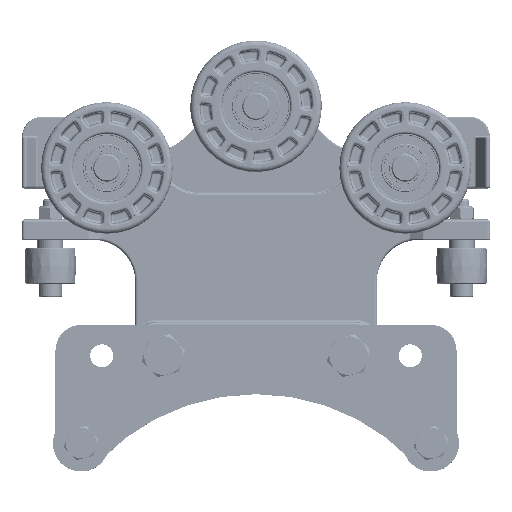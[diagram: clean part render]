
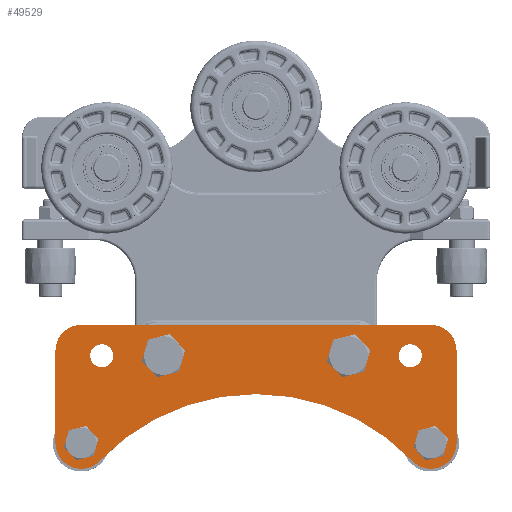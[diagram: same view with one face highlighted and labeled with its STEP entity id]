
A CAD part, top view. The second image highlights one B-rep face of the part: STEP entity #49529.
In plain terms, the highlighted face is planar.
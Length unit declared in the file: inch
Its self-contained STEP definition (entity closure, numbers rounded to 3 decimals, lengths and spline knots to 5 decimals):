
#49041=CARTESIAN_POINT('',(0.0,-0.42772,0.11749));
#49042=VERTEX_POINT('',#49041);
#49043=CARTESIAN_POINT('',(0.0,-0.42772,-0.16376));
#49044=DIRECTION('',(1.0,0.0,0.0));
#49045=DIRECTION('',(0.0,0.0,-1.0));
#49046=AXIS2_PLACEMENT_3D('',#49043,#49044,#49045);
#49047=CIRCLE('',#49046,0.28125);
#49048=EDGE_CURVE('',#49042,#49042,#49047,.T.);
#49069=CARTESIAN_POINT('',(0.0,7.07228,0.11749));
#49070=VERTEX_POINT('',#49069);
#49071=CARTESIAN_POINT('',(0.0,7.07228,-0.16376));
#49072=DIRECTION('',(1.0,0.0,0.0));
#49073=DIRECTION('',(0.0,0.0,-1.0));
#49074=AXIS2_PLACEMENT_3D('',#49071,#49072,#49073);
#49075=CIRCLE('',#49074,0.28125);
#49076=EDGE_CURVE('',#49070,#49070,#49075,.T.);
#49097=CARTESIAN_POINT('',(0.0,5.57228,0.17999));
#49098=VERTEX_POINT('',#49097);
#49099=CARTESIAN_POINT('',(0.0,5.57228,-0.16376));
#49100=DIRECTION('',(1.0,0.0,0.0));
#49101=DIRECTION('',(0.0,0.0,-1.0));
#49102=AXIS2_PLACEMENT_3D('',#49099,#49100,#49101);
#49103=CIRCLE('',#49102,0.34375);
#49104=EDGE_CURVE('',#49098,#49098,#49103,.T.);
#49125=CARTESIAN_POINT('',(0.0,1.07228,0.17999));
#49126=VERTEX_POINT('',#49125);
#49127=CARTESIAN_POINT('',(0.0,1.07228,-0.16376));
#49128=DIRECTION('',(1.0,0.0,0.0));
#49129=DIRECTION('',(0.0,0.0,-1.0));
#49130=AXIS2_PLACEMENT_3D('',#49127,#49128,#49129);
#49131=CIRCLE('',#49130,0.34375);
#49132=EDGE_CURVE('',#49126,#49126,#49131,.T.);
#49153=CARTESIAN_POINT('',(0.0,7.57228,-1.97626));
#49154=VERTEX_POINT('',#49153);
#49155=CARTESIAN_POINT('',(0.0,7.57228,-2.28876));
#49156=DIRECTION('',(1.0,0.0,0.0));
#49157=DIRECTION('',(0.0,0.0,-1.0));
#49158=AXIS2_PLACEMENT_3D('',#49155,#49156,#49157);
#49159=CIRCLE('',#49158,0.3125);
#49160=EDGE_CURVE('',#49154,#49154,#49159,.T.);
#49181=CARTESIAN_POINT('',(0.0,-0.92772,-1.97626));
#49182=VERTEX_POINT('',#49181);
#49183=CARTESIAN_POINT('',(0.0,-0.92772,-2.28876));
#49184=DIRECTION('',(1.0,0.0,0.0));
#49185=DIRECTION('',(0.0,0.0,-1.0));
#49186=AXIS2_PLACEMENT_3D('',#49183,#49184,#49185);
#49187=CIRCLE('',#49186,0.3125);
#49188=EDGE_CURVE('',#49182,#49182,#49187,.T.);
#49220=CARTESIAN_POINT('',(0.0,-0.92772,0.58624));
#49221=VERTEX_POINT('',#49220);
#49228=CARTESIAN_POINT('',(0.0,-1.55272,-0.03876));
#49229=VERTEX_POINT('',#49228);
#49230=CARTESIAN_POINT('',(0.0,-0.92772,-0.03876));
#49231=DIRECTION('',(-1.0,0.0,0.0));
#49232=DIRECTION('',(0.0,0.0,-1.0));
#49233=AXIS2_PLACEMENT_3D('',#49230,#49231,#49232);
#49234=CIRCLE('',#49233,0.625);
#49235=EDGE_CURVE('',#49229,#49221,#49234,.T.);
#49259=CARTESIAN_POINT('',(0.0,7.57228,0.58624));
#49260=VERTEX_POINT('',#49259);
#49267=CARTESIAN_POINT('',(0.0,-0.92772,0.58624));
#49268=DIRECTION('',(0.0,1.0,0.0));
#49269=VECTOR('',#49268,8.5);
#49270=LINE('',#49267,#49269);
#49271=EDGE_CURVE('',#49221,#49260,#49270,.T.);
#49291=CARTESIAN_POINT('',(0.0,8.19728,-0.03876));
#49292=VERTEX_POINT('',#49291);
#49299=CARTESIAN_POINT('',(0.0,7.57228,-0.03876));
#49300=DIRECTION('',(-1.0,0.0,0.0));
#49301=DIRECTION('',(0.0,-1.0,0.0));
#49302=AXIS2_PLACEMENT_3D('',#49299,#49300,#49301);
#49303=CIRCLE('',#49302,0.625);
#49304=EDGE_CURVE('',#49260,#49292,#49303,.T.);
#49323=CARTESIAN_POINT('',(0.0,8.19728,-2.28876));
#49324=VERTEX_POINT('',#49323);
#49331=CARTESIAN_POINT('',(0.0,8.19728,-0.03876));
#49332=DIRECTION('',(0.0,0.0,-1.0));
#49333=VECTOR('',#49332,2.25);
#49334=LINE('',#49331,#49333);
#49335=EDGE_CURVE('',#49292,#49324,#49334,.T.);
#49355=CARTESIAN_POINT('',(0.0,7.12016,-2.72028));
#49356=VERTEX_POINT('',#49355);
#49363=CARTESIAN_POINT('',(0.0,7.57228,-2.28876));
#49364=DIRECTION('',(-1.,0.0,0.0));
#49365=DIRECTION('',(0.0,0.723,0.69));
#49366=AXIS2_PLACEMENT_3D('',#49363,#49364,#49365);
#49367=CIRCLE('',#49366,0.625);
#49368=EDGE_CURVE('',#49324,#49356,#49367,.T.);
#49388=CARTESIAN_POINT('',(0.0,-0.47559,-2.72028));
#49389=VERTEX_POINT('',#49388);
#49396=CARTESIAN_POINT('',(0.0,3.32228,-6.34501));
#49397=DIRECTION('',(1.0,0.0,0.0));
#49398=DIRECTION('',(0.0,0.723,0.69));
#49399=AXIS2_PLACEMENT_3D('',#49396,#49397,#49398);
#49400=CIRCLE('',#49399,5.25);
#49401=EDGE_CURVE('',#49356,#49389,#49400,.T.);
#49421=CARTESIAN_POINT('',(0.0,-1.55272,-2.28876));
#49422=VERTEX_POINT('',#49421);
#49429=CARTESIAN_POINT('',(0.0,-0.92772,-2.28876));
#49430=DIRECTION('',(-1.0,0.0,0.0));
#49431=DIRECTION('',(0.0,1.0,0.0));
#49432=AXIS2_PLACEMENT_3D('',#49429,#49430,#49431);
#49433=CIRCLE('',#49432,0.625);
#49434=EDGE_CURVE('',#49389,#49422,#49433,.T.);
#49452=CARTESIAN_POINT('',(0.0,-1.55272,-2.28876));
#49453=DIRECTION('',(0.0,0.0,1.0));
#49454=VECTOR('',#49453,2.25);
#49455=LINE('',#49452,#49454);
#49456=EDGE_CURVE('',#49422,#49229,#49455,.T.);
#49496=CARTESIAN_POINT('',(0.0,3.32228,-0.85349));
#49497=DIRECTION('',(1.0,0.0,0.0));
#49498=DIRECTION('',(0.0,0.0,-1.0));
#49499=AXIS2_PLACEMENT_3D('',#49496,#49497,#49498);
#49500=PLANE('',#49499);
#49501=ORIENTED_EDGE('',*,*,#49456,.T.);
#49502=ORIENTED_EDGE('',*,*,#49235,.T.);
#49503=ORIENTED_EDGE('',*,*,#49271,.T.);
#49504=ORIENTED_EDGE('',*,*,#49304,.T.);
#49505=ORIENTED_EDGE('',*,*,#49335,.T.);
#49506=ORIENTED_EDGE('',*,*,#49368,.T.);
#49507=ORIENTED_EDGE('',*,*,#49401,.T.);
#49508=ORIENTED_EDGE('',*,*,#49434,.T.);
#49509=EDGE_LOOP('',(#49501,#49502,#49503,#49504,#49505,#49506,#49507,#49508));
#49510=FACE_OUTER_BOUND('',#49509,.T.);
#49511=ORIENTED_EDGE('',*,*,#49048,.T.);
#49512=EDGE_LOOP('',(#49511));
#49513=FACE_BOUND('',#49512,.T.);
#49514=ORIENTED_EDGE('',*,*,#49076,.T.);
#49515=EDGE_LOOP('',(#49514));
#49516=FACE_BOUND('',#49515,.T.);
#49517=ORIENTED_EDGE('',*,*,#49104,.T.);
#49518=EDGE_LOOP('',(#49517));
#49519=FACE_BOUND('',#49518,.T.);
#49520=ORIENTED_EDGE('',*,*,#49132,.T.);
#49521=EDGE_LOOP('',(#49520));
#49522=FACE_BOUND('',#49521,.T.);
#49523=ORIENTED_EDGE('',*,*,#49160,.T.);
#49524=EDGE_LOOP('',(#49523));
#49525=FACE_BOUND('',#49524,.T.);
#49526=ORIENTED_EDGE('',*,*,#49188,.T.);
#49527=EDGE_LOOP('',(#49526));
#49528=FACE_BOUND('',#49527,.T.);
#49529=ADVANCED_FACE('',(#49510,#49513,#49516,#49519,#49522,#49525,#49528),#49500,.F.);
